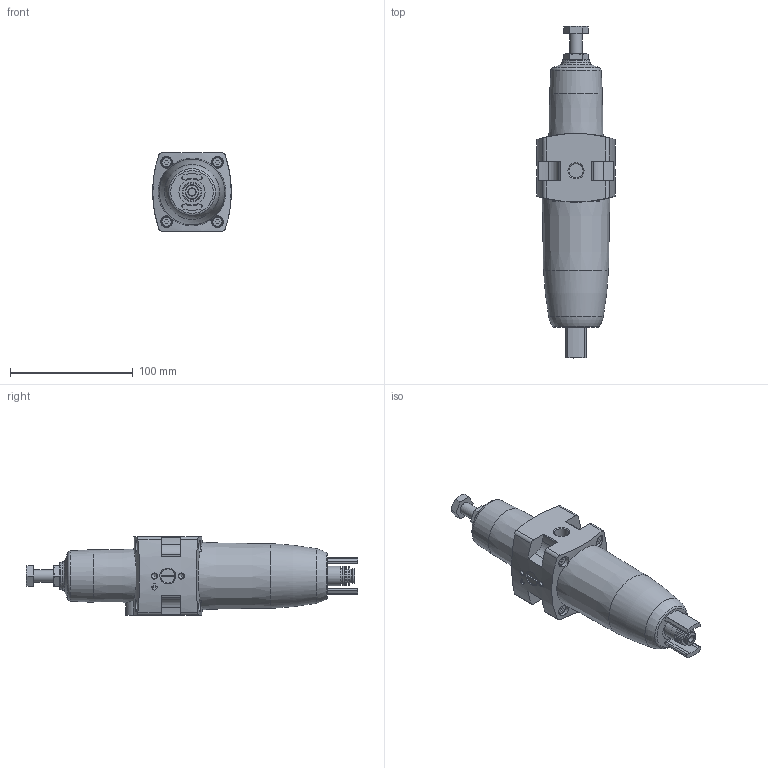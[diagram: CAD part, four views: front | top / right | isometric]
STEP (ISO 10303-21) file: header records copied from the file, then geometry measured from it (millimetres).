
FILE_DESCRIPTION(/* description */ ('STEP AP214'),/* implementation_level */ '2;1');
FILE_NAME(/* name */ '8195733_PCRP-64-G14-7-E-R1-VC-T31',/* time_stamp */ '2024-09-13T16:42:17+02:00',/* author */ ('License CC BY-ND 4.0'),/* organization */ ('CADENAS'),/* preprocessor_version */ 'ST-DEVELOPER v19.3',/* originating_system */ 'PARTsolutions',/* authorisation */ ' ');
FILE_SCHEMA (('AUTOMOTIVE_DESIGN {1 0 10303 214 3 1 1}'));
Length unit declared in the file: millimetre
Products named in the file (5): 8195733 PCRP-64-G14-7-E-R1-VC-T31; 8195733 PCRP-64-G14-7-E-R1-VC-T31---(h); 4872197 PCRP---(s); DIN-439-B - M10(F); 4919432 PCRP-64---(s)
Assembly tree (5 placements, depth 2):
  8195733 PCRP-64-G14-7-E-R1-VC-T31
    8195733 PCRP-64-G14-7-E-R1-VC-T31---(h)
    4872197 PCRP---(s)  x2
    DIN-439-B - M10(F)
    4919432 PCRP-64---(s)
Bounding box: 64 x 270.65 x 64 mm (x, y, z)
Volume: 490914.3 mm3; surface area: 58093.7 mm2
Topology: 5 solids, 5 shells, 335 faces, 792 edges, 515 vertices
Faces by surface type: plane 173, cylinder 103, cone 36, torus 23
Full cylindrical faces by diameter (mm): 4.134 x4, 5.7 x1, 6 x3, 8.376 x2, 8.5 x8, 8.566 x1, 8.64 x2, 8.8 x1, 9.5 x8, 10 x1, 11 x5, 11.445 x4, 11.6 x1, 13.157 x2, 14.84 x1, 15.8 x1, 21.2 x1
Entity records: 10963 total; most frequent: CARTESIAN_POINT 1936, DIRECTION 1458, ORIENTED_EDGE 1304, EDGE_CURVE 652, AXIS2_PLACEMENT_3D 573, VERTEX_POINT 479, FACE_BOUND 463, EDGE_LOOP 458
